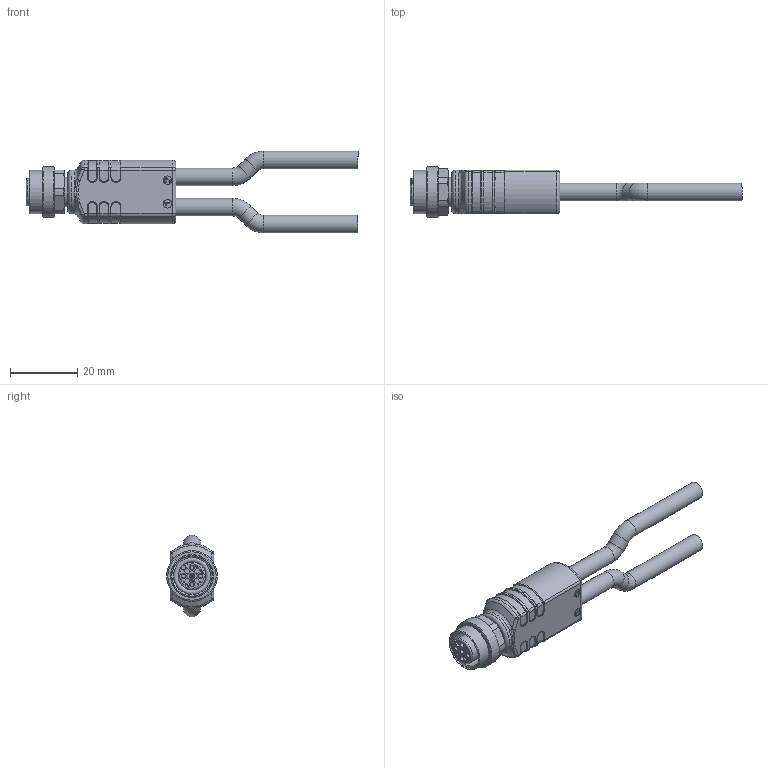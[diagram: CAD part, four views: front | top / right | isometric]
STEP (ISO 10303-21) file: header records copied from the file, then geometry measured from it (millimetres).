
FILE_DESCRIPTION(/* description */ (''),/* implementation_level */ '2;1');
FILE_NAME(/* name */ 'Y-FK4M12.stp',/* time_stamp */ '2016-09-16T12:44:27+02:00',/* author */ (''),/* organization */ (''),/* preprocessor_version */ 'ST-DEVELOPER v16',/* originating_system */ 'SIEMENS PLM Software NX 10.0',/* authorisation */ '');
FILE_SCHEMA (('AUTOMOTIVE_DESIGN { 1 0 10303 214 3 1 1 1 }'));
Length unit declared in the file: millimetre
Products named in the file (1): Y-FK4M12
Bounding box: 98.44 x 15 x 24.2 mm (x, y, z)
Volume: 10481.1 mm3; surface area: 5294 mm2
Topology: 1 solids, 1 shells, 422 faces, 1056 edges, 665 vertices
Faces by surface type: cylinder 130, plane 128, torus 63, extrusion 60, cone 17, bspline 16, sphere 8
Full cylindrical faces by diameter (mm): 1.15 x4, 2.5 x4, 5.2 x6, 8.7 x1, 10.95 x1, 12.3 x1, 12.8 x1, 13 x1, 15 x1
Entity records: 15161 total; most frequent: CARTESIAN_POINT 5504, ORIENTED_EDGE 2000, DIRECTION 1911, EDGE_CURVE 1000, AXIS2_PLACEMENT_3D 722, VERTEX_POINT 647, EDGE_LOOP 491, VECTOR 467
